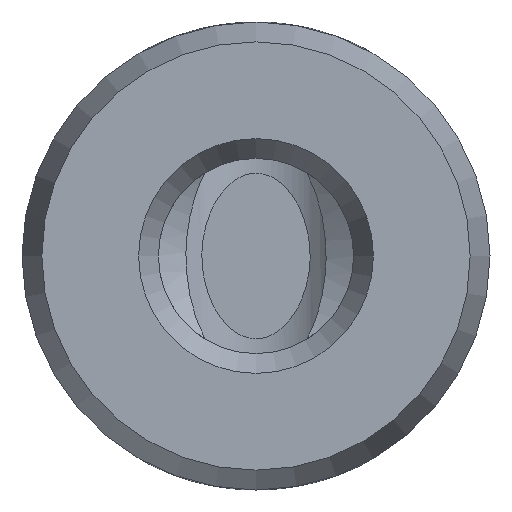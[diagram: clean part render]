
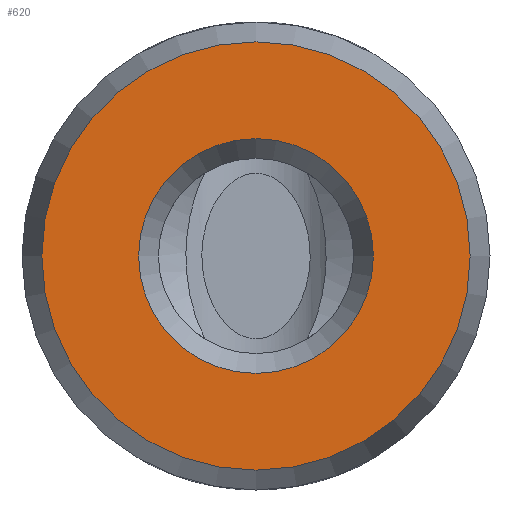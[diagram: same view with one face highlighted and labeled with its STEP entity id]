
A CAD part, front view. The second image highlights one B-rep face of the part: STEP entity #620.
In plain terms, the highlighted planar face has unit normal (0, -1, 0).
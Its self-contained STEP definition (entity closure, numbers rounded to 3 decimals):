
#17=PLANE('',#681);
#36=CIRCLE('',#663,1.504);
#41=CIRCLE('',#672,2.743);
#63=FACE_BOUND('',#127,.T.);
#85=FACE_OUTER_BOUND('',#126,.T.);
#126=EDGE_LOOP('',(#474));
#127=EDGE_LOOP('',(#475));
#284=VERTEX_POINT('',#2051);
#287=VERTEX_POINT('',#2067);
#341=EDGE_CURVE('',#284,#284,#36,.T.);
#350=EDGE_CURVE('',#287,#287,#41,.T.);
#474=ORIENTED_EDGE('',*,*,#350,.F.);
#475=ORIENTED_EDGE('',*,*,#341,.T.);
#620=ADVANCED_FACE('',(#85,#63),#17,.F.);
#663=AXIS2_PLACEMENT_3D('',#2053,#727,#728);
#672=AXIS2_PLACEMENT_3D('',#2069,#749,#750);
#681=AXIS2_PLACEMENT_3D('',#2133,#770,#771);
#727=DIRECTION('center_axis',(0.,1.,0.));
#728=DIRECTION('ref_axis',(0.,0.,1.));
#749=DIRECTION('center_axis',(0.,1.,0.));
#750=DIRECTION('ref_axis',(0.,0.,1.));
#770=DIRECTION('center_axis',(0.,1.,0.));
#771=DIRECTION('ref_axis',(0.,0.,1.));
#2051=CARTESIAN_POINT('',(-2.44,-4.543,1.633));
#2053=CARTESIAN_POINT('Origin',(-2.44,-4.543,0.129));
#2067=CARTESIAN_POINT('',(-2.44,-4.543,-2.614));
#2069=CARTESIAN_POINT('Origin',(-2.44,-4.543,0.129));
#2133=CARTESIAN_POINT('Origin',(0.303,-4.543,0.129));
